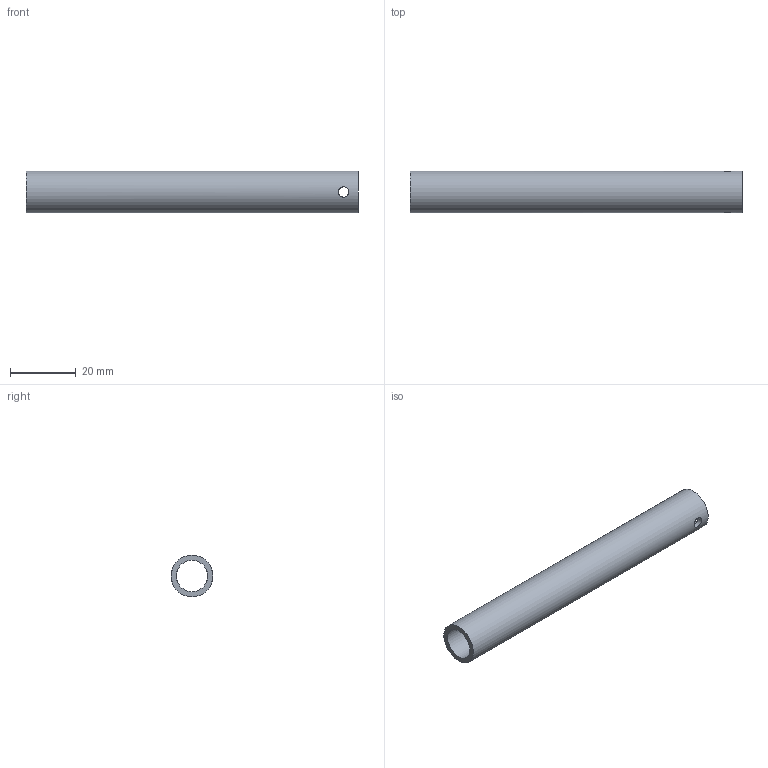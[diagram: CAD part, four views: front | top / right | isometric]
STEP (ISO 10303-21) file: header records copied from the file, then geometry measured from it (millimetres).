
FILE_DESCRIPTION(/* description */ ('STEP AP214'),/* implementation_level */ '2;1');
FILE_NAME(/* name */ '6252685cecdeb77adb8bc826',/* time_stamp */ '2022-04-10T05:17:16+00:00',/* author */ (''),/* organization */ (''),/* preprocessor_version */ 'ST-DEVELOPER v18.101',/* originating_system */ ' ',/* authorisation */ ' ');
FILE_SCHEMA (('AUTOMOTIVE_DESIGN {1 0 10303 214 3 1 1}'));
Length unit declared in the file: metre
Products named in the file (1): Part 356
Bounding box: 100.73 x 12.7 x 12.7 mm (x, y, z)
Volume: 5557.4 mm3; surface area: 7144.7 mm2
Topology: 1 solids, 1 shells, 6 faces, 18 edges, 12 vertices
Faces by surface type: cylinder 4, plane 2
Full cylindrical faces by diameter (mm): 3.175 x2, 9.525 x1, 12.7 x1
Entity records: 214 total; most frequent: CARTESIAN_POINT 63, DIRECTION 22, ORIENTED_EDGE 16, EDGE_LOOP 16, FACE_BOUND 16, AXIS2_PLACEMENT_3D 11, EDGE_CURVE 8, VERTEX_POINT 8
